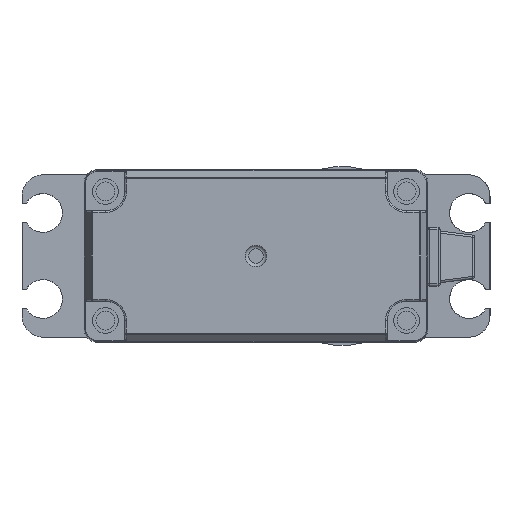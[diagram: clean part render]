
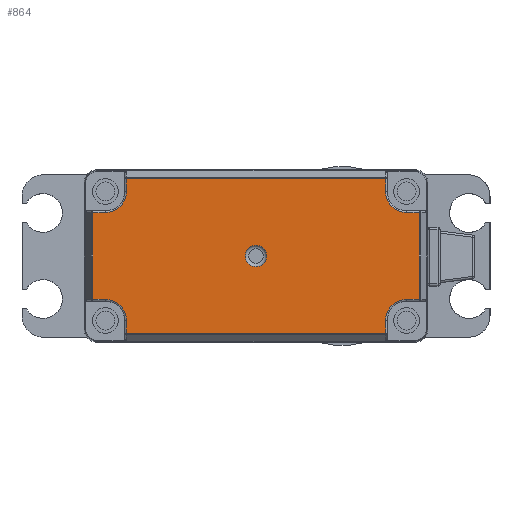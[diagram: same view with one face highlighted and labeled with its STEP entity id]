
A CAD part, front view. The second image highlights one B-rep face of the part: STEP entity #864.
In plain terms, the highlighted planar face has unit normal (0, -1, 0).
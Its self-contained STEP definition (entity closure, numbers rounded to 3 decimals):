
#864=ADVANCED_FACE('',(#10157,#10159),#10161,.F.);
#10157=FACE_BOUND('',#10158,.T.);
#10158=EDGE_LOOP('',(#23136,#23137,#23138,#23139,#23140,#23141,#23142,#23143,#23144,
#23145,#23146,#23147,#23148,#23149,#23150,#23151));
#10159=FACE_BOUND('',#10160,.T.);
#10160=EDGE_LOOP('',(#23152));
#10161=PLANE('',#10162);
#10162=AXIS2_PLACEMENT_3D('',#10163,#10164,#10165);
#10163=CARTESIAN_POINT('',(0.,-20.,0.));
#10164=DIRECTION('',(0.,1.,0.));
#10165=DIRECTION('',(1.,0.,0.));
#23136=ORIENTED_EDGE('',*,*,#29158,.F.);
#23137=ORIENTED_EDGE('',*,*,#29159,.T.);
#23138=ORIENTED_EDGE('',*,*,#29160,.T.);
#23139=ORIENTED_EDGE('',*,*,#29161,.T.);
#23140=ORIENTED_EDGE('',*,*,#29162,.F.);
#23141=ORIENTED_EDGE('',*,*,#29163,.T.);
#23142=ORIENTED_EDGE('',*,*,#29164,.T.);
#23143=ORIENTED_EDGE('',*,*,#29165,.T.);
#23144=ORIENTED_EDGE('',*,*,#29166,.F.);
#23145=ORIENTED_EDGE('',*,*,#29167,.T.);
#23146=ORIENTED_EDGE('',*,*,#29168,.T.);
#23147=ORIENTED_EDGE('',*,*,#29169,.T.);
#23148=ORIENTED_EDGE('',*,*,#29170,.F.);
#23149=ORIENTED_EDGE('',*,*,#29171,.T.);
#23150=ORIENTED_EDGE('',*,*,#29172,.T.);
#23151=ORIENTED_EDGE('',*,*,#29173,.T.);
#23152=ORIENTED_EDGE('',*,*,#29174,.T.);
#29158=EDGE_CURVE('',#31966,#31967,#31968,.T.);
#29159=EDGE_CURVE('',#31966,#31969,#31970,.T.);
#29160=EDGE_CURVE('',#31969,#31971,#31972,.T.);
#29161=EDGE_CURVE('',#31971,#31973,#31974,.T.);
#29162=EDGE_CURVE('',#31975,#31973,#31976,.T.);
#29163=EDGE_CURVE('',#31975,#31977,#31978,.T.);
#29164=EDGE_CURVE('',#31977,#31979,#31980,.T.);
#29165=EDGE_CURVE('',#31979,#31981,#31982,.T.);
#29166=EDGE_CURVE('',#31983,#31981,#31984,.T.);
#29167=EDGE_CURVE('',#31983,#31985,#31986,.T.);
#29168=EDGE_CURVE('',#31985,#31987,#31988,.T.);
#29169=EDGE_CURVE('',#31987,#31989,#31990,.T.);
#29170=EDGE_CURVE('',#31991,#31989,#31992,.T.);
#29171=EDGE_CURVE('',#31991,#31993,#31994,.T.);
#29172=EDGE_CURVE('',#31993,#31995,#31996,.T.);
#29173=EDGE_CURVE('',#31995,#31967,#31997,.T.);
#29174=EDGE_CURVE('',#31998,#31998,#31999,.T.);
#31966=VERTEX_POINT('',#36804);
#31967=VERTEX_POINT('',#36805);
#31968=LINE('',#36806,#36807);
#31969=VERTEX_POINT('',#36809);
#31970=LINE('',#36810,#36811);
#31971=VERTEX_POINT('',#36813);
#31972=CIRCLE('',#36814,2.45);
#31973=VERTEX_POINT('',#36818);
#31974=LINE('',#36819,#36820);
#31975=VERTEX_POINT('',#36822);
#31976=LINE('',#36823,#36824);
#31977=VERTEX_POINT('',#36826);
#31978=LINE('',#36827,#36828);
#31979=VERTEX_POINT('',#36830);
#31980=CIRCLE('',#36831,2.45);
#31981=VERTEX_POINT('',#36835);
#31982=LINE('',#36836,#36837);
#31983=VERTEX_POINT('',#36839);
#31984=LINE('',#36840,#36841);
#31985=VERTEX_POINT('',#36843);
#31986=LINE('',#36844,#36845);
#31987=VERTEX_POINT('',#36847);
#31988=CIRCLE('',#36848,2.45);
#31989=VERTEX_POINT('',#36852);
#31990=LINE('',#36853,#36854);
#31991=VERTEX_POINT('',#36856);
#31992=LINE('',#36857,#36858);
#31993=VERTEX_POINT('',#36860);
#31994=LINE('',#36861,#36862);
#31995=VERTEX_POINT('',#36864);
#31996=CIRCLE('',#36865,2.45);
#31997=LINE('',#36869,#36870);
#31998=VERTEX_POINT('',#36872);
#31999=CIRCLE('',#36873,1.25);
#36804=CARTESIAN_POINT('',(15.05,-20.,-8.978));
#36805=CARTESIAN_POINT('',(-15.05,-20.,-8.978));
#36806=CARTESIAN_POINT('',(15.05,-20.,-8.978));
#36807=VECTOR('',#36808,1.);
#36808=DIRECTION('',(-1.,0.,0.));
#36809=CARTESIAN_POINT('',(15.05,-20.,-7.5));
#36810=CARTESIAN_POINT('',(15.05,-20.,-8.978));
#36811=VECTOR('',#36812,1.);
#36812=DIRECTION('',(0.,0.,1.));
#36813=CARTESIAN_POINT('',(17.5,-20.,-5.05));
#36814=AXIS2_PLACEMENT_3D('',#36815,#36816,#36817);
#36815=CARTESIAN_POINT('',(17.5,-20.,-7.5));
#36816=DIRECTION('',(0.,1.,0.));
#36817=DIRECTION('',(-1.,0.,0.));
#36818=CARTESIAN_POINT('',(18.978,-20.,-5.05));
#36819=CARTESIAN_POINT('',(17.5,-20.,-5.05));
#36820=VECTOR('',#36821,1.);
#36821=DIRECTION('',(1.,0.,0.));
#36822=CARTESIAN_POINT('',(18.978,-20.,5.05));
#36823=CARTESIAN_POINT('',(18.978,-20.,5.05));
#36824=VECTOR('',#36825,1.);
#36825=DIRECTION('',(0.,0.,-1.));
#36826=CARTESIAN_POINT('',(17.5,-20.,5.05));
#36827=CARTESIAN_POINT('',(18.978,-20.,5.05));
#36828=VECTOR('',#36829,1.);
#36829=DIRECTION('',(-1.,0.,0.));
#36830=CARTESIAN_POINT('',(15.05,-20.,7.5));
#36831=AXIS2_PLACEMENT_3D('',#36832,#36833,#36834);
#36832=CARTESIAN_POINT('',(17.5,-20.,7.5));
#36833=DIRECTION('',(0.,1.,0.));
#36834=DIRECTION('',(0.,0.,-1.));
#36835=CARTESIAN_POINT('',(15.05,-20.,8.978));
#36836=CARTESIAN_POINT('',(15.05,-20.,7.5));
#36837=VECTOR('',#36838,1.);
#36838=DIRECTION('',(0.,0.,1.));
#36839=CARTESIAN_POINT('',(-15.05,-20.,8.978));
#36840=CARTESIAN_POINT('',(-15.05,-20.,8.978));
#36841=VECTOR('',#36842,1.);
#36842=DIRECTION('',(1.,0.,0.));
#36843=CARTESIAN_POINT('',(-15.05,-20.,7.5));
#36844=CARTESIAN_POINT('',(-15.05,-20.,8.978));
#36845=VECTOR('',#36846,1.);
#36846=DIRECTION('',(0.,0.,-1.));
#36847=CARTESIAN_POINT('',(-17.5,-20.,5.05));
#36848=AXIS2_PLACEMENT_3D('',#36849,#36850,#36851);
#36849=CARTESIAN_POINT('',(-17.5,-20.,7.5));
#36850=DIRECTION('',(-0.,1.,0.));
#36851=DIRECTION('',(1.,0.,0.));
#36852=CARTESIAN_POINT('',(-18.978,-20.,5.05));
#36853=CARTESIAN_POINT('',(-17.5,-20.,5.05));
#36854=VECTOR('',#36855,1.);
#36855=DIRECTION('',(-1.,0.,0.));
#36856=CARTESIAN_POINT('',(-18.978,-20.,-5.05));
#36857=CARTESIAN_POINT('',(-18.978,-20.,-5.05));
#36858=VECTOR('',#36859,1.);
#36859=DIRECTION('',(0.,0.,1.));
#36860=CARTESIAN_POINT('',(-17.5,-20.,-5.05));
#36861=CARTESIAN_POINT('',(-18.978,-20.,-5.05));
#36862=VECTOR('',#36863,1.);
#36863=DIRECTION('',(1.,0.,0.));
#36864=CARTESIAN_POINT('',(-15.05,-20.,-7.5));
#36865=AXIS2_PLACEMENT_3D('',#36866,#36867,#36868);
#36866=CARTESIAN_POINT('',(-17.5,-20.,-7.5));
#36867=DIRECTION('',(0.,1.,0.));
#36868=DIRECTION('',(0.,0.,1.));
#36869=CARTESIAN_POINT('',(-15.05,-20.,-7.5));
#36870=VECTOR('',#36871,1.);
#36871=DIRECTION('',(0.,0.,-1.));
#36872=CARTESIAN_POINT('',(-1.25,-20.,0.));
#36873=AXIS2_PLACEMENT_3D('',#36874,#36875,#36876);
#36874=CARTESIAN_POINT('',(0.,-20.,0.));
#36875=DIRECTION('',(0.,1.,0.));
#36876=DIRECTION('',(1.,0.,0.));
